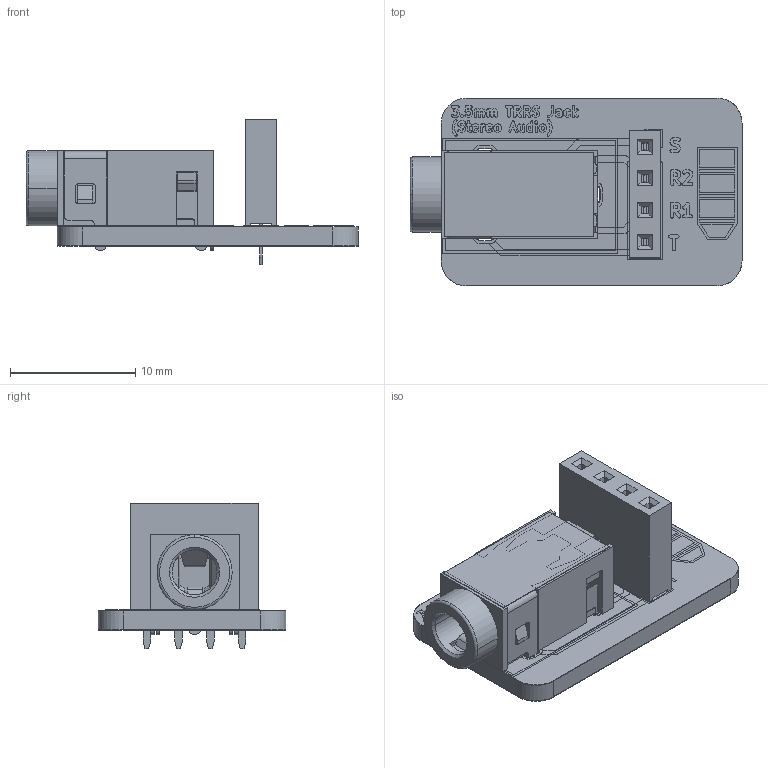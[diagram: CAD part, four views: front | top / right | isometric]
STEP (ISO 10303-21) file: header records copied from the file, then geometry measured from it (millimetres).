
FILE_DESCRIPTION(('KiCad electronic assembly'),'2;1');
FILE_NAME('board-model.step','2025-04-09T00:57:18',('Pcbnew'),('Kicad'), 'Open CASCADE STEP processor 7.6','KiCad to STEP converter','Unknown' );
FILE_SCHEMA(('AUTOMOTIVE_DESIGN { 1 0 10303 214 1 1 1 1 }'));
Length unit declared in the file: millimetre
Products named in the file (8): board-model 1; 54-00174; board-model 1.1.1; PinSocket_1x04_P2.54mm_Vertical; 3_5mm-jack-breakout_copper; 3_5mm-jack-breakout_silkscreen; 3_5mm-jack-breakout_soldermask; 3_5mm-jack-breakout_PCB
Assembly tree (7 placements, depth 3):
  board-model 1
    54-00174
      board-model 1.1.1
    PinSocket_1x04_P2.54mm_Vertical
    3_5mm-jack-breakout_copper
    3_5mm-jack-breakout_silkscreen
    3_5mm-jack-breakout_soldermask
    3_5mm-jack-breakout_PCB
Bounding box: 26.54 x 15.01 x 11.6 mm (x, y, z)
Volume: 1088.4 mm3; surface area: 3584 mm2
Topology: 12 solids, 86 shells, 871 faces, 3668 edges, 2917 vertices
Faces by surface type: plane 641, cylinder 199, bspline 20, cone 5, revolution 4, torus 2
Full cylindrical faces by diameter (mm): 0.95 x4, 1 x8, 1.2 x2, 1.7 x6
Entity records: 38783 total; most frequent: CARTESIAN_POINT 8038, DIRECTION 6144, ORIENTED_EDGE 5817, EDGE_CURVE 3668, VERTEX_POINT 2917, LINE 2814, VECTOR 2814, AXIS2_PLACEMENT_3D 1663
